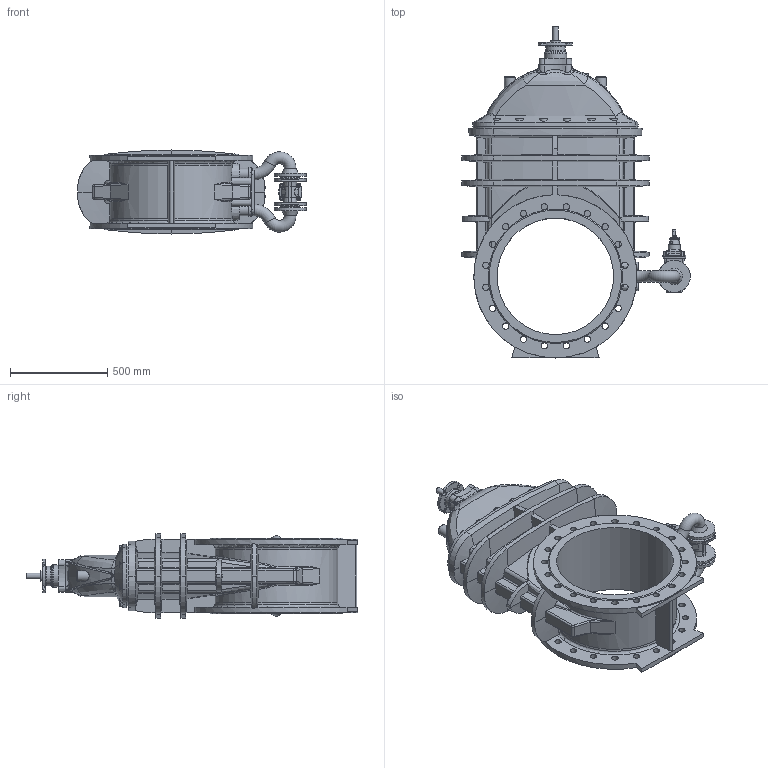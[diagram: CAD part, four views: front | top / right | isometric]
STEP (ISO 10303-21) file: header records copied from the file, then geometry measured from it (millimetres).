
FILE_DESCRIPTION (( 'STEP AP203' ), '1' );
FILE_NAME ('O_06_30_DN600_00XXX11_AA1_step.step', '2016-05-18T09:53:59', ( 'Windows User' ), ( 'AVK' ), 'SwSTEP 2.0', 'SolidWorks 2012', '' );
FILE_SCHEMA (( 'CONFIG_CONTROL_DESIGN' ));
Length unit declared in the file: millimetre
Products named in the file (1): O_06_30_DN600_00XXX11_AA1_step
Bounding box: 1177.13 x 1710 x 432.94 mm (x, y, z)
Volume: 181698791.4 mm3; surface area: 6070199.4 mm2
Topology: 1 solids, 1 shells, 981 faces, 2627 edges, 1658 vertices
Faces by surface type: cylinder 330, plane 263, bspline 206, cone 128, torus 44, sphere 10
Full cylindrical faces by diameter (mm): 22 x1, 30 x1, 32.5 x40, 35.7 x1, 55 x3, 60.3 x4, 62 x1, 98 x2, 100.5 x1, 115 x1, 165 x4, 600 x1
Entity records: 42554 total; most frequent: CARTESIAN_POINT 21200, ORIENTED_EDGE 4940, DIRECTION 3657, EDGE_CURVE 2470, VERTEX_POINT 1601, AXIS2_PLACEMENT_3D 1458, EDGE_LOOP 1185, FACE_OUTER_BOUND 1050
